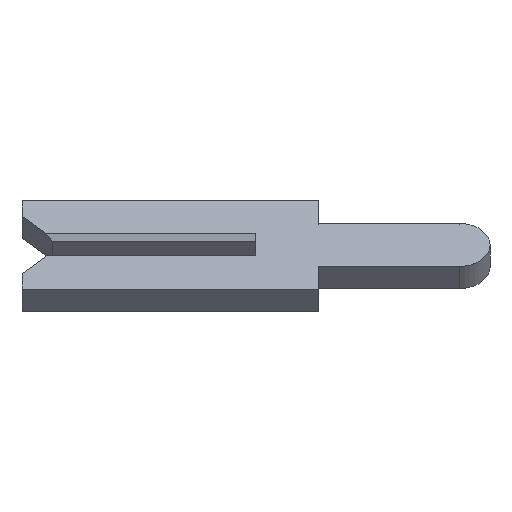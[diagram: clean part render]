
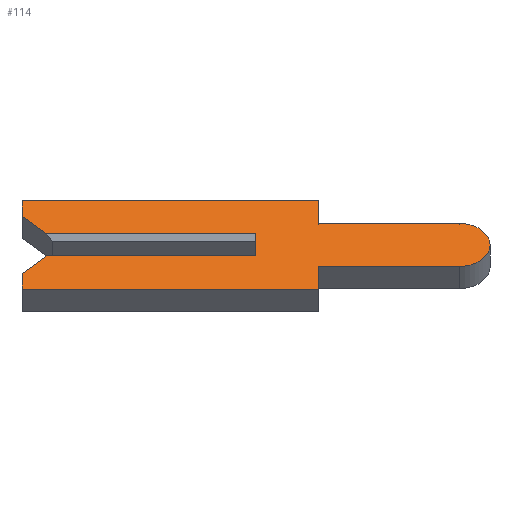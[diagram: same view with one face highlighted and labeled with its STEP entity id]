
A CAD part, left-side view. The second image highlights one B-rep face of the part: STEP entity #114.
In plain terms, the highlighted face is planar.
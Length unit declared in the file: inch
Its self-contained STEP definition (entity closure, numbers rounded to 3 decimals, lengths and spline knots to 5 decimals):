
#4 = LINE ( 'NONE', #704, #883 ) ;
#10 = DIRECTION ( 'NONE',  ( 0., 0., 1. ) ) ;
#15 = EDGE_CURVE ( 'NONE', #29, #27, #245, .T. ) ;
#20 = DIRECTION ( 'NONE',  ( 0., -1., 0. ) ) ;
#23 = ORIENTED_EDGE ( 'NONE', *, *, #879, .F. ) ;
#27 = VERTEX_POINT ( 'NONE', #242 ) ;
#29 = VERTEX_POINT ( 'NONE', #315 ) ;
#31 = DIRECTION ( 'NONE',  ( 0., 0., -1. ) ) ;
#47 = VECTOR ( 'NONE', #10, 39.37008 ) ;
#60 = ORIENTED_EDGE ( 'NONE', *, *, #187, .F. ) ;
#69 = EDGE_CURVE ( 'NONE', #93, #345, #945, .T. ) ;
#78 = VECTOR ( 'NONE', #470, 39.37008 ) ;
#80 = CARTESIAN_POINT ( 'NONE',  ( -0.01, 0.1305, -0.0065 ) ) ;
#84 = VERTEX_POINT ( 'NONE', #840 ) ;
#88 = EDGE_CURVE ( 'NONE', #953, #982, #289, .T. ) ;
#92 = DIRECTION ( 'NONE',  ( 0., -1., 0. ) ) ;
#93 = VERTEX_POINT ( 'NONE', #801 ) ;
#95 = VERTEX_POINT ( 'NONE', #759 ) ;
#107 = CARTESIAN_POINT ( 'NONE',  ( -0.01, -0.04, -0.0195 ) ) ;
#114 = ADVANCED_FACE ( 'NONE', ( #906 ), #279, .F. ) ;
#115 = ORIENTED_EDGE ( 'NONE', *, *, #214, .F. ) ;
#121 = CARTESIAN_POINT ( 'NONE',  ( -0.01, -0.1305, 0. ) ) ;
#137 = VECTOR ( 'NONE', #199, 39.37008 ) ;
#143 = EDGE_CURVE ( 'NONE', #84, #488, #347, .T. ) ;
#167 = DIRECTION ( 'NONE',  ( 0., 0., 1. ) ) ;
#174 = CARTESIAN_POINT ( 'NONE',  ( -0.01, -0.04, 0.04 ) ) ;
#177 = CARTESIAN_POINT ( 'NONE',  ( -0.01, 0.134, -0.01 ) ) ;
#183 = CARTESIAN_POINT ( 'NONE',  ( -0.01, -0.04, -0.04 ) ) ;
#187 = EDGE_CURVE ( 'NONE', #95, #358, #260, .T. ) ;
#199 = DIRECTION ( 'NONE',  ( 0., 1., 0. ) ) ;
#202 = AXIS2_PLACEMENT_3D ( 'NONE', #284, #434, #978 ) ;
#209 = VECTOR ( 'NONE', #381, 39.37008 ) ;
#214 = EDGE_CURVE ( 'NONE', #952, #953, #658, .T. ) ;
#222 = CARTESIAN_POINT ( 'NONE',  ( -0.01, 0.1305, 0.0065 ) ) ;
#223 = VECTOR ( 'NONE', #729, 39.37008 ) ;
#225 = DIRECTION ( 'NONE',  ( 0., -0.707, 0.707 ) ) ;
#231 = VECTOR ( 'NONE', #494, 39.37008 ) ;
#234 = EDGE_CURVE ( 'NONE', #358, #823, #4, .T. ) ;
#240 = CARTESIAN_POINT ( 'NONE',  ( -0.01, 0.15, -0.04 ) ) ;
#242 = CARTESIAN_POINT ( 'NONE',  ( -0.01, 0., 0.01 ) ) ;
#245 = LINE ( 'NONE', #471, #47 ) ;
#256 = CARTESIAN_POINT ( 'NONE',  ( -0.01, 0.15, 0.026 ) ) ;
#259 = VERTEX_POINT ( 'NONE', #240 ) ;
#260 = LINE ( 'NONE', #222, #231 ) ;
#279 = PLANE ( 'NONE',  #304 ) ;
#284 = CARTESIAN_POINT ( 'NONE',  ( -0.01, -0.1305, 0. ) ) ;
#289 = LINE ( 'NONE', #858, #522 ) ;
#290 = CARTESIAN_POINT ( 'NONE',  ( -0.01, 0.15, 0.04 ) ) ;
#294 = CARTESIAN_POINT ( 'NONE',  ( -0.01, 0.15, -0.026 ) ) ;
#303 = EDGE_LOOP ( 'NONE', ( #702, #687, #671, #546, #23, #401, #539, #413, #461, #845, #115, #332, #761, #60 ) ) ;
#304 = AXIS2_PLACEMENT_3D ( 'NONE', #121, #333, #31 ) ;
#315 = CARTESIAN_POINT ( 'NONE',  ( -0.01, 0., -0.01 ) ) ;
#323 = VECTOR ( 'NONE', #225, 39.37008 ) ;
#332 = ORIENTED_EDGE ( 'NONE', *, *, #677, .F. ) ;
#333 = DIRECTION ( 'NONE',  ( 1., 0., 0. ) ) ;
#345 = VERTEX_POINT ( 'NONE', #177 ) ;
#347 = LINE ( 'NONE', #864, #137 ) ;
#358 = VERTEX_POINT ( 'NONE', #256 ) ;
#373 = EDGE_CURVE ( 'NONE', #345, #29, #675, .T. ) ;
#381 = DIRECTION ( 'NONE',  ( 0., -1., 0. ) ) ;
#401 = ORIENTED_EDGE ( 'NONE', *, *, #565, .F. ) ;
#413 = ORIENTED_EDGE ( 'NONE', *, *, #143, .F. ) ;
#430 = DIRECTION ( 'NONE',  ( 0., -1., 0. ) ) ;
#431 = LINE ( 'NONE', #990, #209 ) ;
#434 = DIRECTION ( 'NONE',  ( 1., 0., 0. ) ) ;
#446 = DIRECTION ( 'NONE',  ( 0., 0., 1. ) ) ;
#461 = ORIENTED_EDGE ( 'NONE', *, *, #718, .F. ) ;
#470 = DIRECTION ( 'NONE',  ( 0., 0., -1. ) ) ;
#471 = CARTESIAN_POINT ( 'NONE',  ( -0.01, 0., 0.0065 ) ) ;
#488 = VERTEX_POINT ( 'NONE', #107 ) ;
#492 = VECTOR ( 'NONE', #430, 39.37008 ) ;
#494 = DIRECTION ( 'NONE',  ( 0., 0.707, 0.707 ) ) ;
#500 = EDGE_CURVE ( 'NONE', #488, #631, #561, .T. ) ;
#502 = VECTOR ( 'NONE', #92, 39.37008 ) ;
#503 = DIRECTION ( 'NONE',  ( 0., 0., -1. ) ) ;
#522 = VECTOR ( 'NONE', #20, 39.37008 ) ;
#523 = CARTESIAN_POINT ( 'NONE',  ( -0.01, 0.15, 0.04 ) ) ;
#539 = ORIENTED_EDGE ( 'NONE', *, *, #500, .F. ) ;
#546 = ORIENTED_EDGE ( 'NONE', *, *, #69, .F. ) ;
#561 = LINE ( 'NONE', #183, #744 ) ;
#565 = EDGE_CURVE ( 'NONE', #631, #259, #586, .T. ) ;
#586 = LINE ( 'NONE', #648, #223 ) ;
#631 = VERTEX_POINT ( 'NONE', #824 ) ;
#640 = VECTOR ( 'NONE', #446, 39.37008 ) ;
#648 = CARTESIAN_POINT ( 'NONE',  ( -0.01, 0.15, -0.04 ) ) ;
#658 = LINE ( 'NONE', #174, #78 ) ;
#671 = ORIENTED_EDGE ( 'NONE', *, *, #373, .F. ) ;
#675 = LINE ( 'NONE', #856, #502 ) ;
#676 = CARTESIAN_POINT ( 'NONE',  ( -0.01, -0.04, 0.04 ) ) ;
#677 = EDGE_CURVE ( 'NONE', #823, #952, #715, .T. ) ;
#687 = ORIENTED_EDGE ( 'NONE', *, *, #15, .F. ) ;
#691 = LINE ( 'NONE', #294, #640 ) ;
#702 = ORIENTED_EDGE ( 'NONE', *, *, #912, .T. ) ;
#704 = CARTESIAN_POINT ( 'NONE',  ( -0.01, 0.15, 0.026 ) ) ;
#715 = LINE ( 'NONE', #290, #492 ) ;
#718 = EDGE_CURVE ( 'NONE', #982, #84, #976, .T. ) ;
#729 = DIRECTION ( 'NONE',  ( 0., 1., 0. ) ) ;
#744 = VECTOR ( 'NONE', #503, 39.37008 ) ;
#754 = CARTESIAN_POINT ( 'NONE',  ( -0.01, -0.04, 0.0195 ) ) ;
#759 = CARTESIAN_POINT ( 'NONE',  ( -0.01, 0.134, 0.01 ) ) ;
#761 = ORIENTED_EDGE ( 'NONE', *, *, #234, .F. ) ;
#801 = CARTESIAN_POINT ( 'NONE',  ( -0.01, 0.15, -0.026 ) ) ;
#823 = VERTEX_POINT ( 'NONE', #523 ) ;
#824 = CARTESIAN_POINT ( 'NONE',  ( -0.01, -0.04, -0.04 ) ) ;
#839 = CARTESIAN_POINT ( 'NONE',  ( -0.01, -0.1305, 0.0195 ) ) ;
#840 = CARTESIAN_POINT ( 'NONE',  ( -0.01, -0.1305, -0.0195 ) ) ;
#845 = ORIENTED_EDGE ( 'NONE', *, *, #88, .F. ) ;
#856 = CARTESIAN_POINT ( 'NONE',  ( -0.01, -0.1305, -0.01 ) ) ;
#858 = CARTESIAN_POINT ( 'NONE',  ( -0.01, -0.04, 0.0195 ) ) ;
#864 = CARTESIAN_POINT ( 'NONE',  ( -0.01, -0.04, -0.0195 ) ) ;
#879 = EDGE_CURVE ( 'NONE', #259, #93, #691, .T. ) ;
#883 = VECTOR ( 'NONE', #167, 39.37008 ) ;
#906 = FACE_OUTER_BOUND ( 'NONE', #303, .T. ) ;
#912 = EDGE_CURVE ( 'NONE', #95, #27, #431, .T. ) ;
#945 = LINE ( 'NONE', #80, #323 ) ;
#952 = VERTEX_POINT ( 'NONE', #676 ) ;
#953 = VERTEX_POINT ( 'NONE', #754 ) ;
#976 = CIRCLE ( 'NONE', #202, 0.0195 ) ;
#978 = DIRECTION ( 'NONE',  ( 0., 0., -1. ) ) ;
#982 = VERTEX_POINT ( 'NONE', #839 ) ;
#990 = CARTESIAN_POINT ( 'NONE',  ( -0.01, 0.15, 0.01 ) ) ;
